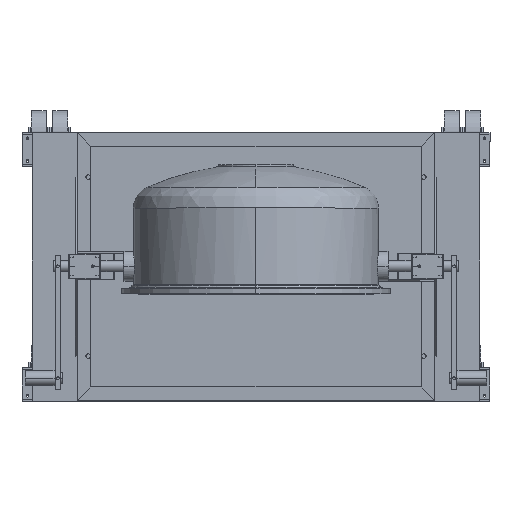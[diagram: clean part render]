
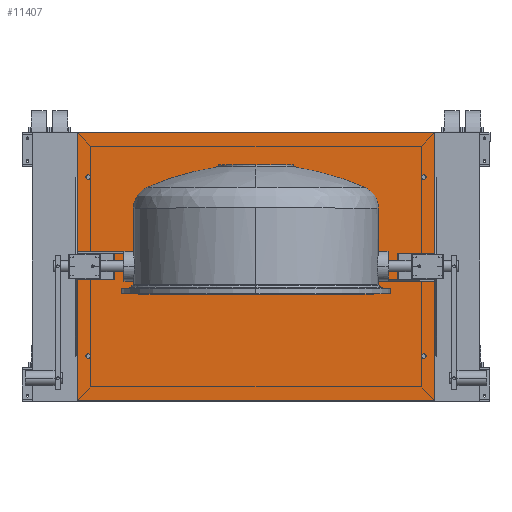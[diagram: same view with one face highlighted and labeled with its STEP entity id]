
A CAD part, top view. The second image highlights one B-rep face of the part: STEP entity #11407.
In plain terms, the highlighted face is planar.
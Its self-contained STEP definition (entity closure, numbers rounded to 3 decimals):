
#10626=CARTESIAN_POINT('',(46.038,152.4,0.0));
#10627=VERTEX_POINT('',#10626);
#10636=CARTESIAN_POINT('',(30.163,152.4,0.0));
#10637=VERTEX_POINT('',#10636);
#10638=CARTESIAN_POINT('',(38.1,152.4,0.0));
#10639=DIRECTION('',(0.0,0.0,1.0));
#10640=DIRECTION('',(1.0,0.0,0.0));
#10641=AXIS2_PLACEMENT_3D('',#10638,#10639,#10640);
#10642=CIRCLE('',#10641,7.938);
#10643=EDGE_CURVE('',#10637,#10627,#10642,.T.);
#10689=CARTESIAN_POINT('',(1189.037,762.0,0.0));
#10690=VERTEX_POINT('',#10689);
#10699=CARTESIAN_POINT('',(1173.162,762.0,0.0));
#10700=VERTEX_POINT('',#10699);
#10701=CARTESIAN_POINT('',(1181.1,762.0,0.0));
#10702=DIRECTION('',(0.0,0.0,1.0));
#10703=DIRECTION('',(1.0,0.0,0.0));
#10704=AXIS2_PLACEMENT_3D('',#10701,#10702,#10703);
#10705=CIRCLE('',#10704,7.938);
#10706=EDGE_CURVE('',#10700,#10690,#10705,.T.);
#10752=CARTESIAN_POINT('',(1189.037,152.4,0.0));
#10753=VERTEX_POINT('',#10752);
#10762=CARTESIAN_POINT('',(1173.162,152.4,0.0));
#10763=VERTEX_POINT('',#10762);
#10764=CARTESIAN_POINT('',(1181.1,152.4,0.0));
#10765=DIRECTION('',(0.0,0.0,1.0));
#10766=DIRECTION('',(1.0,0.0,0.0));
#10767=AXIS2_PLACEMENT_3D('',#10764,#10765,#10766);
#10768=CIRCLE('',#10767,7.938);
#10769=EDGE_CURVE('',#10763,#10753,#10768,.T.);
#10815=CARTESIAN_POINT('',(46.037,762.0,0.0));
#10816=VERTEX_POINT('',#10815);
#10825=CARTESIAN_POINT('',(30.162,762.0,0.0));
#10826=VERTEX_POINT('',#10825);
#10827=CARTESIAN_POINT('',(38.1,762.0,0.0));
#10828=DIRECTION('',(0.0,0.0,1.0));
#10829=DIRECTION('',(1.0,0.0,0.0));
#10830=AXIS2_PLACEMENT_3D('',#10827,#10828,#10829);
#10831=CIRCLE('',#10830,7.938);
#10832=EDGE_CURVE('',#10826,#10816,#10831,.T.);
#10880=CARTESIAN_POINT('',(95.25,457.2,0.0));
#10881=VERTEX_POINT('',#10880);
#10897=CARTESIAN_POINT('',(107.95,457.2,0.0));
#10898=VERTEX_POINT('',#10897);
#10905=CARTESIAN_POINT('',(101.6,457.2,0.0));
#10906=DIRECTION('',(0.0,0.0,1.0));
#10907=DIRECTION('',(-1.0,0.0,0.0));
#10908=AXIS2_PLACEMENT_3D('',#10905,#10906,#10907);
#10909=CIRCLE('',#10908,6.35);
#10910=EDGE_CURVE('',#10881,#10898,#10909,.T.);
#10943=CARTESIAN_POINT('',(1111.25,457.2,0.0));
#10944=VERTEX_POINT('',#10943);
#10960=CARTESIAN_POINT('',(1123.95,457.2,0.0));
#10961=VERTEX_POINT('',#10960);
#10968=CARTESIAN_POINT('',(1117.6,457.2,0.0));
#10969=DIRECTION('',(0.0,0.0,1.0));
#10970=DIRECTION('',(-1.0,0.0,0.0));
#10971=AXIS2_PLACEMENT_3D('',#10968,#10969,#10970);
#10972=CIRCLE('',#10971,6.35);
#10973=EDGE_CURVE('',#10944,#10961,#10972,.T.);
#11005=CARTESIAN_POINT('',(1117.6,457.2,0.0));
#11006=DIRECTION('',(0.0,0.0,1.0));
#11007=DIRECTION('',(-1.0,0.0,0.0));
#11008=AXIS2_PLACEMENT_3D('',#11005,#11006,#11007);
#11009=CIRCLE('',#11008,6.35);
#11010=EDGE_CURVE('',#10961,#10944,#11009,.T.);
#11050=CARTESIAN_POINT('',(101.6,457.2,0.0));
#11051=DIRECTION('',(0.0,0.0,1.0));
#11052=DIRECTION('',(-1.0,0.0,0.0));
#11053=AXIS2_PLACEMENT_3D('',#11050,#11051,#11052);
#11054=CIRCLE('',#11053,6.35);
#11055=EDGE_CURVE('',#10898,#10881,#11054,.T.);
#11103=CARTESIAN_POINT('',(38.1,762.0,0.0));
#11104=DIRECTION('',(0.0,0.0,1.0));
#11105=DIRECTION('',(1.0,0.0,0.0));
#11106=AXIS2_PLACEMENT_3D('',#11103,#11104,#11105);
#11107=CIRCLE('',#11106,7.938);
#11108=EDGE_CURVE('',#10816,#10826,#11107,.T.);
#11148=CARTESIAN_POINT('',(1181.1,152.4,0.0));
#11149=DIRECTION('',(0.0,0.0,1.0));
#11150=DIRECTION('',(1.0,0.0,0.0));
#11151=AXIS2_PLACEMENT_3D('',#11148,#11149,#11150);
#11152=CIRCLE('',#11151,7.938);
#11153=EDGE_CURVE('',#10753,#10763,#11152,.T.);
#11193=CARTESIAN_POINT('',(1181.1,762.0,0.0));
#11194=DIRECTION('',(0.0,0.0,1.0));
#11195=DIRECTION('',(1.0,0.0,0.0));
#11196=AXIS2_PLACEMENT_3D('',#11193,#11194,#11195);
#11197=CIRCLE('',#11196,7.938);
#11198=EDGE_CURVE('',#10690,#10700,#11197,.T.);
#11238=CARTESIAN_POINT('',(38.1,152.4,0.0));
#11239=DIRECTION('',(0.0,0.0,1.0));
#11240=DIRECTION('',(1.0,0.0,0.0));
#11241=AXIS2_PLACEMENT_3D('',#11238,#11239,#11240);
#11242=CIRCLE('',#11241,7.938);
#11243=EDGE_CURVE('',#10627,#10637,#11242,.T.);
#11263=CARTESIAN_POINT('',(0.,914.4,0.0));
#11264=VERTEX_POINT('',#11263);
#11271=CARTESIAN_POINT('',(0.0,0.0,0.0));
#11272=VERTEX_POINT('',#11271);
#11273=CARTESIAN_POINT('',(0.,914.4,0.0));
#11274=DIRECTION('',(0.0,-1.0,0.0));
#11275=VECTOR('',#11274,914.4);
#11276=LINE('',#11273,#11275);
#11277=EDGE_CURVE('',#11264,#11272,#11276,.T.);
#11301=CARTESIAN_POINT('',(1219.2,914.4,0.0));
#11302=VERTEX_POINT('',#11301);
#11309=CARTESIAN_POINT('',(1219.2,914.4,0.0));
#11310=DIRECTION('',(-1.0,0.0,0.0));
#11311=VECTOR('',#11310,1219.2);
#11312=LINE('',#11309,#11311);
#11313=EDGE_CURVE('',#11302,#11264,#11312,.T.);
#11332=CARTESIAN_POINT('',(1219.2,0.0,0.0));
#11333=VERTEX_POINT('',#11332);
#11340=CARTESIAN_POINT('',(1219.2,0.0,0.0));
#11341=DIRECTION('',(0.0,1.0,0.0));
#11342=VECTOR('',#11341,914.4);
#11343=LINE('',#11340,#11342);
#11344=EDGE_CURVE('',#11333,#11302,#11343,.T.);
#11362=CARTESIAN_POINT('',(0.0,0.0,0.0));
#11363=DIRECTION('',(1.0,0.0,0.0));
#11364=VECTOR('',#11363,1219.2);
#11365=LINE('',#11362,#11364);
#11366=EDGE_CURVE('',#11272,#11333,#11365,.T.);
#11372=CARTESIAN_POINT('',(609.6,457.2,0.0));
#11373=DIRECTION('',(0.0,0.0,1.0));
#11374=DIRECTION('',(1.0,0.0,0.0));
#11375=AXIS2_PLACEMENT_3D('',#11372,#11373,#11374);
#11376=PLANE('',#11375);
#11377=ORIENTED_EDGE('',*,*,#11366,.F.);
#11378=ORIENTED_EDGE('',*,*,#11277,.F.);
#11379=ORIENTED_EDGE('',*,*,#11313,.F.);
#11380=ORIENTED_EDGE('',*,*,#11344,.F.);
#11381=EDGE_LOOP('',(#11377,#11378,#11379,#11380));
#11382=FACE_OUTER_BOUND('',#11381,.T.);
#11383=ORIENTED_EDGE('',*,*,#10973,.T.);
#11384=ORIENTED_EDGE('',*,*,#11010,.T.);
#11385=EDGE_LOOP('',(#11383,#11384));
#11386=FACE_BOUND('',#11385,.T.);
#11387=ORIENTED_EDGE('',*,*,#10910,.T.);
#11388=ORIENTED_EDGE('',*,*,#11055,.T.);
#11389=EDGE_LOOP('',(#11387,#11388));
#11390=FACE_BOUND('',#11389,.T.);
#11391=ORIENTED_EDGE('',*,*,#10832,.T.);
#11392=ORIENTED_EDGE('',*,*,#11108,.T.);
#11393=EDGE_LOOP('',(#11391,#11392));
#11394=FACE_BOUND('',#11393,.T.);
#11395=ORIENTED_EDGE('',*,*,#10769,.T.);
#11396=ORIENTED_EDGE('',*,*,#11153,.T.);
#11397=EDGE_LOOP('',(#11395,#11396));
#11398=FACE_BOUND('',#11397,.T.);
#11399=ORIENTED_EDGE('',*,*,#10706,.T.);
#11400=ORIENTED_EDGE('',*,*,#11198,.T.);
#11401=EDGE_LOOP('',(#11399,#11400));
#11402=FACE_BOUND('',#11401,.T.);
#11403=ORIENTED_EDGE('',*,*,#10643,.T.);
#11404=ORIENTED_EDGE('',*,*,#11243,.T.);
#11405=EDGE_LOOP('',(#11403,#11404));
#11406=FACE_BOUND('',#11405,.T.);
#11407=ADVANCED_FACE('',(#11382,#11386,#11390,#11394,#11398,#11402,#11406),#11376,.F.);
